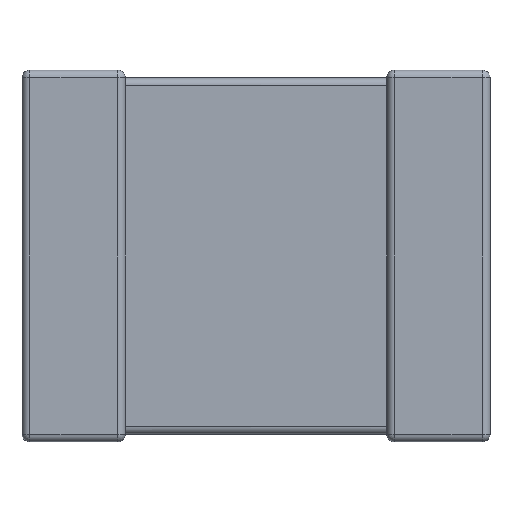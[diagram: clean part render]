
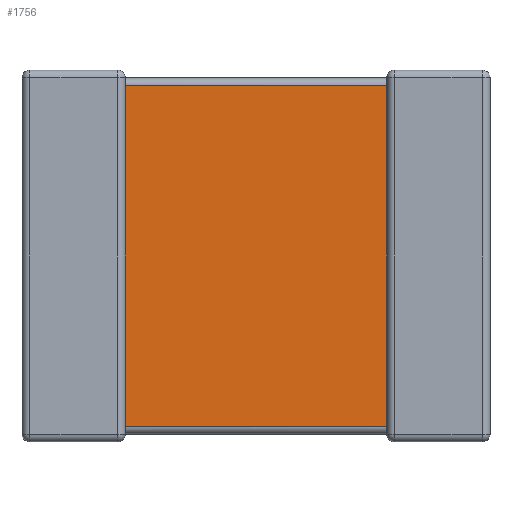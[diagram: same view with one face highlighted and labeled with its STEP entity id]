
A CAD part, front view. The second image highlights one B-rep face of the part: STEP entity #1756.
In plain terms, the highlighted planar face has unit normal (0, -1, 0).
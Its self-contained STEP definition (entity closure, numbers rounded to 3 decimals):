
#170 = EDGE_LOOP ( 'NONE', ( #3190, #1286, #3215, #2202 ) ) ;
#209 = EDGE_CURVE ( 'NONE', #1293, #4530, #2480, .T. ) ;
#268 = EDGE_CURVE ( 'NONE', #4530, #2014, #3179, .T. ) ;
#341 = VECTOR ( 'NONE', #2871, 1000. ) ;
#367 = VECTOR ( 'NONE', #1681, 1000. ) ;
#524 = CARTESIAN_POINT ( 'NONE',  ( 2.65, 0.056, -0.112 ) ) ;
#549 = LINE ( 'NONE', #3085, #367 ) ;
#642 = CARTESIAN_POINT ( 'NONE',  ( 0.75, 0.056, -0.112 ) ) ;
#1286 = ORIENTED_EDGE ( 'NONE', *, *, #4136, .T. ) ;
#1293 = VERTEX_POINT ( 'NONE', #4233 ) ;
#1324 = LINE ( 'NONE', #2348, #1667 ) ;
#1438 = VECTOR ( 'NONE', #4630, 1000. ) ;
#1667 = VECTOR ( 'NONE', #2446, 1000. ) ;
#1681 = DIRECTION ( 'NONE',  ( 0., 0., 1. ) ) ;
#1756 = ADVANCED_FACE ( 'NONE', ( #2941 ), #4320, .T. ) ;
#1867 = DIRECTION ( 'NONE',  ( 0., -1., 0. ) ) ;
#2014 = VERTEX_POINT ( 'NONE', #642 ) ;
#2084 = VERTEX_POINT ( 'NONE', #4007 ) ;
#2202 = ORIENTED_EDGE ( 'NONE', *, *, #268, .T. ) ;
#2348 = CARTESIAN_POINT ( 'NONE',  ( 2.65, 0.056, -2.588 ) ) ;
#2446 = DIRECTION ( 'NONE',  ( 1., 0., 0. ) ) ;
#2480 = LINE ( 'NONE', #4654, #341 ) ;
#2527 = CARTESIAN_POINT ( 'NONE',  ( 0.75, 0.056, -0.112 ) ) ;
#2871 = DIRECTION ( 'NONE',  ( 0., 0., 1. ) ) ;
#2941 = FACE_OUTER_BOUND ( 'NONE', #170, .T. ) ;
#3085 = CARTESIAN_POINT ( 'NONE',  ( 0.75, 0.056, -2.7 ) ) ;
#3179 = LINE ( 'NONE', #2527, #1438 ) ;
#3190 = ORIENTED_EDGE ( 'NONE', *, *, #3555, .F. ) ;
#3215 = ORIENTED_EDGE ( 'NONE', *, *, #209, .T. ) ;
#3295 = DIRECTION ( 'NONE',  ( 0., 0., -1. ) ) ;
#3555 = EDGE_CURVE ( 'NONE', #2084, #2014, #549, .T. ) ;
#3656 = CARTESIAN_POINT ( 'NONE',  ( 0.75, 0.056, -2.7 ) ) ;
#4007 = CARTESIAN_POINT ( 'NONE',  ( 0.75, 0.056, -2.588 ) ) ;
#4136 = EDGE_CURVE ( 'NONE', #2084, #1293, #1324, .T. ) ;
#4233 = CARTESIAN_POINT ( 'NONE',  ( 2.65, 0.056, -2.588 ) ) ;
#4320 = PLANE ( 'NONE',  #4419 ) ;
#4419 = AXIS2_PLACEMENT_3D ( 'NONE', #3656, #1867, #3295 ) ;
#4530 = VERTEX_POINT ( 'NONE', #524 ) ;
#4630 = DIRECTION ( 'NONE',  ( -1., 0., 0. ) ) ;
#4654 = CARTESIAN_POINT ( 'NONE',  ( 2.65, 0.056, -2.7 ) ) ;
